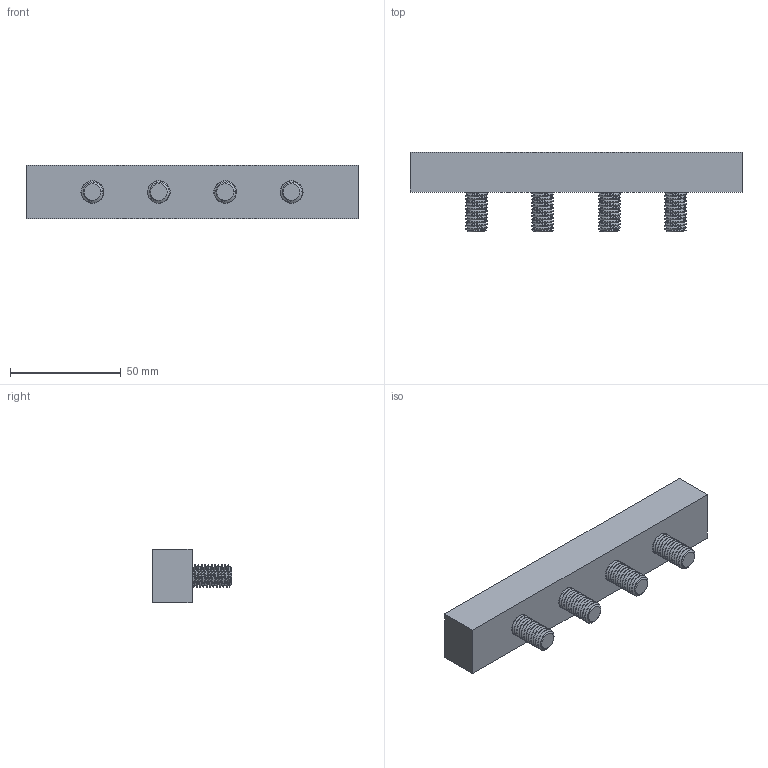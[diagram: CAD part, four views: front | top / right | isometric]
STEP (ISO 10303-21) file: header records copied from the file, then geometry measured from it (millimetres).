
FILE_DESCRIPTION (( 'STEP AP203' ), '1' );
FILE_NAME ('83280.STEP', '2021-09-14T15:32:25', ( '' ), ( '' ), 'SwSTEP 2.0', 'SolidWorks 2021', '' );
FILE_SCHEMA (( 'CONFIG_CONTROL_DESIGN' ));
Length unit declared in the file: inch
Products named in the file (3): M1025MM SHCS_M1025MM SHCS; 832801_832801; 83280
Assembly tree (5 placements, depth 2):
  83280
    832801_832801
    M1025MM SHCS_M1025MM SHCS  x4
Bounding box: 150 x 35.92 x 24 mm (x, y, z)
Volume: 66003.2 mm3; surface area: 24959.4 mm2
Topology: 5 solids, 5 shells, 414 faces, 1112 edges, 720 vertices
Faces by surface type: cylinder 292, cone 64, plane 50, bspline 8
Entity records: 5868 total; most frequent: CARTESIAN_POINT 2795, ORIENTED_EDGE 646, DIRECTION 493, EDGE_CURVE 323, VERTEX_POINT 210, AXIS2_PLACEMENT_3D 188, EDGE_LOOP 137, ADVANCED_FACE 123
